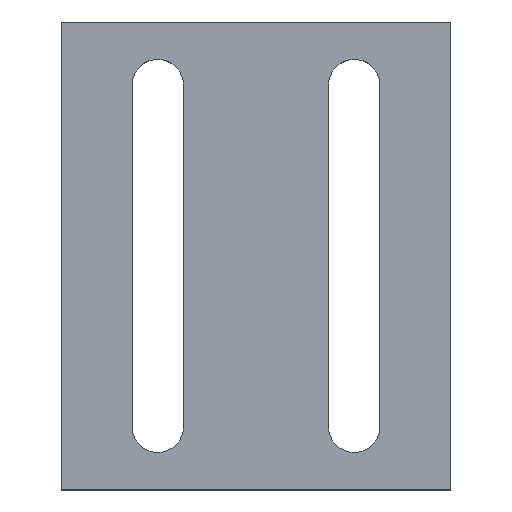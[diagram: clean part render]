
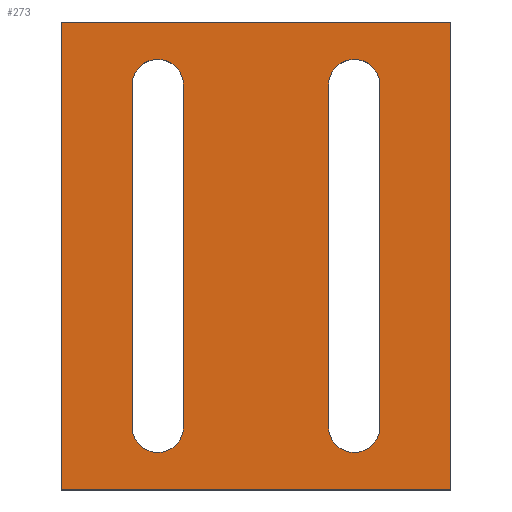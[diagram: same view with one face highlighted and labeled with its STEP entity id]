
A CAD part, top view. The second image highlights one B-rep face of the part: STEP entity #273.
In plain terms, the highlighted planar face has unit normal (0, 0, 1).
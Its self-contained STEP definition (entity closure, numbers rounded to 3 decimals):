
#15=FACE_BOUND('',#56,.T.);
#16=FACE_BOUND('',#57,.T.);
#27=PLANE('',#318);
#41=FACE_OUTER_BOUND('',#55,.T.);
#55=EDGE_LOOP('',(#233,#234,#235,#236));
#56=EDGE_LOOP('',(#237,#238,#239,#240));
#57=EDGE_LOOP('',(#241,#242,#243,#244));
#65=LINE('',#409,#93);
#70=LINE('',#424,#98);
#71=LINE('',#427,#99);
#74=LINE('',#433,#102);
#79=LINE('',#450,#107);
#82=LINE('',#456,#110);
#85=LINE('',#462,#113);
#88=LINE('',#466,#116);
#93=VECTOR('',#334,10.);
#98=VECTOR('',#347,10.);
#99=VECTOR('',#350,10.);
#102=VECTOR('',#355,10.);
#107=VECTOR('',#374,10.);
#110=VECTOR('',#379,10.);
#113=VECTOR('',#384,10.);
#116=VECTOR('',#389,10.);
#118=CIRCLE('',#300,3.3);
#120=CIRCLE('',#304,3.3);
#122=CIRCLE('',#310,3.3);
#124=CIRCLE('',#313,3.3);
#127=VERTEX_POINT('',#399);
#128=VERTEX_POINT('',#401);
#130=VERTEX_POINT('',#407);
#133=VERTEX_POINT('',#414);
#134=VERTEX_POINT('',#416);
#136=VERTEX_POINT('',#422);
#137=VERTEX_POINT('',#426);
#139=VERTEX_POINT('',#432);
#143=VERTEX_POINT('',#447);
#144=VERTEX_POINT('',#449);
#146=VERTEX_POINT('',#455);
#148=VERTEX_POINT('',#461);
#151=EDGE_CURVE('',#127,#128,#118,.T.);
#155=EDGE_CURVE('',#127,#130,#65,.T.);
#158=EDGE_CURVE('',#133,#134,#120,.T.);
#162=EDGE_CURVE('',#133,#136,#70,.T.);
#163=EDGE_CURVE('',#137,#128,#71,.T.);
#166=EDGE_CURVE('',#139,#134,#74,.T.);
#170=EDGE_CURVE('',#137,#130,#122,.T.);
#172=EDGE_CURVE('',#139,#136,#124,.T.);
#175=EDGE_CURVE('',#144,#143,#79,.T.);
#178=EDGE_CURVE('',#146,#144,#82,.T.);
#181=EDGE_CURVE('',#148,#146,#85,.T.);
#184=EDGE_CURVE('',#143,#148,#88,.T.);
#233=ORIENTED_EDGE('',*,*,#184,.T.);
#234=ORIENTED_EDGE('',*,*,#181,.T.);
#235=ORIENTED_EDGE('',*,*,#178,.T.);
#236=ORIENTED_EDGE('',*,*,#175,.T.);
#237=ORIENTED_EDGE('',*,*,#166,.T.);
#238=ORIENTED_EDGE('',*,*,#158,.F.);
#239=ORIENTED_EDGE('',*,*,#162,.T.);
#240=ORIENTED_EDGE('',*,*,#172,.F.);
#241=ORIENTED_EDGE('',*,*,#163,.T.);
#242=ORIENTED_EDGE('',*,*,#151,.F.);
#243=ORIENTED_EDGE('',*,*,#155,.T.);
#244=ORIENTED_EDGE('',*,*,#170,.F.);
#273=ADVANCED_FACE('',(#41,#15,#16),#27,.T.);
#300=AXIS2_PLACEMENT_3D('',#402,#327,#328);
#304=AXIS2_PLACEMENT_3D('',#417,#340,#341);
#310=AXIS2_PLACEMENT_3D('',#439,#362,#363);
#313=AXIS2_PLACEMENT_3D('',#442,#368,#369);
#318=AXIS2_PLACEMENT_3D('',#467,#390,#391);
#327=DIRECTION('center_axis',(0.,0.,1.));
#328=DIRECTION('ref_axis',(-0.707,-0.707,0.));
#334=DIRECTION('',(0.,1.,0.));
#340=DIRECTION('center_axis',(0.,0.,1.));
#341=DIRECTION('ref_axis',(-0.707,-0.707,0.));
#347=DIRECTION('',(0.,1.,0.));
#350=DIRECTION('',(0.,-1.,0.));
#355=DIRECTION('',(0.,-1.,0.));
#362=DIRECTION('center_axis',(0.,0.,1.));
#363=DIRECTION('ref_axis',(0.707,0.707,0.));
#368=DIRECTION('center_axis',(0.,0.,1.));
#369=DIRECTION('ref_axis',(0.707,0.707,0.));
#374=DIRECTION('',(0.,-1.,0.));
#379=DIRECTION('',(-1.,0.,0.));
#384=DIRECTION('',(0.,1.,0.));
#389=DIRECTION('',(1.,0.,0.));
#390=DIRECTION('center_axis',(0.,0.,1.));
#391=DIRECTION('ref_axis',(1.,0.,0.));
#399=CARTESIAN_POINT('',(9.1,-51.9,10.));
#401=CARTESIAN_POINT('',(15.7,-51.9,10.));
#402=CARTESIAN_POINT('Origin',(12.4,-51.9,10.));
#407=CARTESIAN_POINT('',(9.1,-8.1,10.));
#409=CARTESIAN_POINT('',(9.1,-55.2,10.));
#414=CARTESIAN_POINT('',(34.3,-51.9,10.));
#416=CARTESIAN_POINT('',(40.9,-51.9,10.));
#417=CARTESIAN_POINT('Origin',(37.6,-51.9,10.));
#422=CARTESIAN_POINT('',(34.3,-8.1,10.));
#424=CARTESIAN_POINT('',(34.3,-55.2,10.));
#426=CARTESIAN_POINT('',(15.7,-8.1,10.));
#427=CARTESIAN_POINT('',(15.7,-4.8,10.));
#432=CARTESIAN_POINT('',(40.9,-8.1,10.));
#433=CARTESIAN_POINT('',(40.9,-4.8,10.));
#439=CARTESIAN_POINT('Origin',(12.4,-8.1,10.));
#442=CARTESIAN_POINT('Origin',(37.6,-8.1,10.));
#447=CARTESIAN_POINT('',(0.,-60.,10.));
#449=CARTESIAN_POINT('',(0.,0.,10.));
#450=CARTESIAN_POINT('',(0.,0.,10.));
#455=CARTESIAN_POINT('',(50.,0.,10.));
#456=CARTESIAN_POINT('',(50.,0.,10.));
#461=CARTESIAN_POINT('',(50.,-60.,10.));
#462=CARTESIAN_POINT('',(50.,-60.,10.));
#466=CARTESIAN_POINT('',(0.,-60.,10.));
#467=CARTESIAN_POINT('Origin',(25.,-30.,10.));
